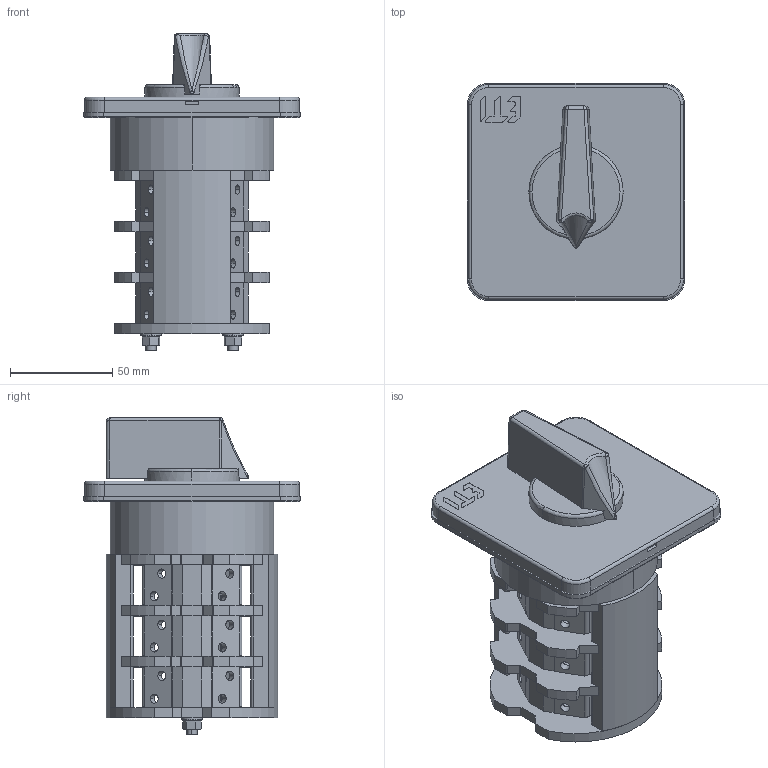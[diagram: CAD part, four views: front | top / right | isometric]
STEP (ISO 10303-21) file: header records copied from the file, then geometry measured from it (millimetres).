
FILE_DESCRIPTION((''),'2;1');
FILE_NAME('1P-WC_ASM','2021-12-07T',('marketing.praksa'),('Audax d.o.o.'),'CREO PARAMETRIC BY PTC INC, 2017480','CREO PARAMETRIC BY PTC INC, 2017480','');
FILE_SCHEMA(('AUTOMOTIVE_DESIGN { 1 0 10303 214 1 1 1 1 }'));
Length unit declared in the file: millimetre
Products named in the file (29): RACKA_BS80-1-SOLID1_1; PROZIRNA_PLOCA_BS80-1-SOLID1_1; BS80_90LK-1-SOLID1_1; BS80_90LK-1-SOLID2_1_3_1; BS80_90LK-1-SOLID2_1_1_2_1_1; BS80_90LK-1-SOLID2_1_1_2_2_1; BS80_90LK-1-SOLID2_1_1_2_3_1; BS80_90LK-1-SOLID2_1_1_2_4_1; BS80_90LK-1-SOLID2_1_1_2_1_1__1; BS80_90LK-1-SOLID2_1_1_2_2_1__1; BS80_90LK-1-SOLID2_1_1_2_3_1__1; BS80_90LK-1-SOLID2_1_1_2_4_1__1; BS80_90LK-1-SOLID2_1_1_2_1_1_1; BS80_90LK-1-SOLID2_1_1_2_2_1_1; BS80_90LK-1-SOLID2_1_1_2_3_1_1; BS80_90LK-1-SOLID2_1_1_2_4_1_1; BS80_90LK-1-SOLID2_1_1; OK_ASM; PRT9562_1_1; PRT9562_1_2; PRT9562_1_3; PRT9562_1_ASM; POK_1; PRT9563_1_1; PRT9563_1_2; BS80_90LK-1-SOLID2_1_1_1; BS80_90LK-1-SOLID2_1_2_1; POK_ASM; 1P-WC_ASM
Assembly tree (28 placements, depth 3):
  1P-WC_ASM
    RACKA_BS80-1-SOLID1_1
    PROZIRNA_PLOCA_BS80-1-SOLID1_1
    BS80_90LK-1-SOLID1_1
    BS80_90LK-1-SOLID2_1_3_1
    OK_ASM
      BS80_90LK-1-SOLID2_1_1_2_1_1
      BS80_90LK-1-SOLID2_1_1_2_2_1
      BS80_90LK-1-SOLID2_1_1_2_3_1
      BS80_90LK-1-SOLID2_1_1_2_4_1
      BS80_90LK-1-SOLID2_1_1_2_1_1__1
      BS80_90LK-1-SOLID2_1_1_2_2_1__1
      BS80_90LK-1-SOLID2_1_1_2_3_1__1
      BS80_90LK-1-SOLID2_1_1_2_4_1__1
      BS80_90LK-1-SOLID2_1_1_2_1_1_1
      BS80_90LK-1-SOLID2_1_1_2_2_1_1
      BS80_90LK-1-SOLID2_1_1_2_3_1_1
      BS80_90LK-1-SOLID2_1_1_2_4_1_1
      BS80_90LK-1-SOLID2_1_1
    PRT9562_1_ASM
      PRT9562_1_1
      PRT9562_1_2
      PRT9562_1_3
    POK_ASM
      POK_1
      PRT9563_1_1
      PRT9563_1_2
      BS80_90LK-1-SOLID2_1_1_1
      BS80_90LK-1-SOLID2_1_2_1
Bounding box: 106 x 106 x 154.6 mm (x, y, z)
Volume: 398131.6 mm3; surface area: 171332.8 mm2
Topology: 25 solids, 25 shells, 1335 faces, 3633 edges, 2402 vertices
Faces by surface type: plane 897, cylinder 401, cone 18, bspline 8, torus 7, sphere 4
Entity records: 56486 total; most frequent: CARTESIAN_POINT 8601, ORIENTED_EDGE 7258, DIRECTION 7254, PRESENTATION_STYLE_ASSIGNMENT 3702, STYLED_ITEM 3702, CURVE_STYLE 3629, EDGE_CURVE 3629, VECTOR 2654
